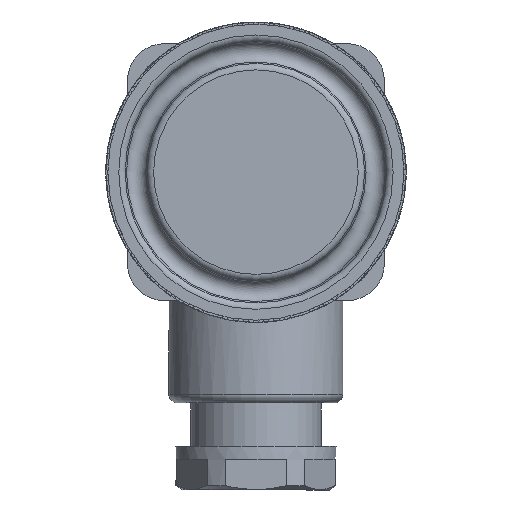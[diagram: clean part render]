
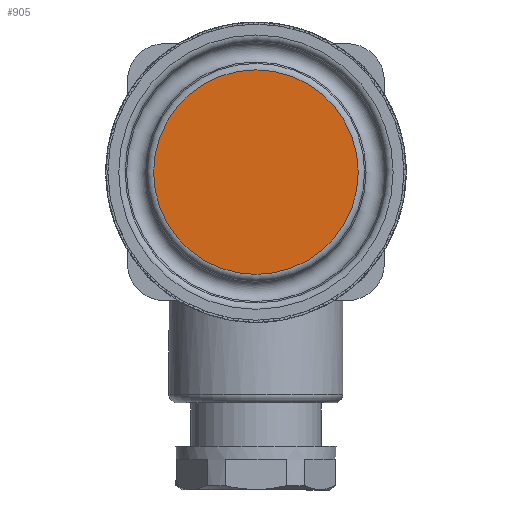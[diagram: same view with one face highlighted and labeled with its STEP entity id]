
A CAD part, left-side view. The second image highlights one B-rep face of the part: STEP entity #905.
In plain terms, the highlighted planar face has unit normal (-1, 0, 0).
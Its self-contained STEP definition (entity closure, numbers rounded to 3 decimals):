
#905 = ADVANCED_FACE( '', ( #2268 ), #2269, .T. );
#2268 = FACE_OUTER_BOUND( '', #4134, .T. );
#2269 = PLANE( '', #4135 );
#4134 = EDGE_LOOP( '', ( #6746 ) );
#4135 = AXIS2_PLACEMENT_3D( '', #6747, #6748, #6749 );
#6746 = ORIENTED_EDGE( '', *, *, #11584, .T. );
#6747 = CARTESIAN_POINT( '', ( 0., 17., 0. ) );
#6748 = DIRECTION( '', ( -1., 0., 0. ) );
#6749 = DIRECTION( '', ( 0., -1., 0. ) );
#11584 = EDGE_CURVE( '', #14190, #14190, #14191, .T. );
#14190 = VERTEX_POINT( '', #18291 );
#14191 = CIRCLE( '', #18292, 11.747 );
#18291 = CARTESIAN_POINT( '', ( 0., -11.747, 0. ) );
#18292 = AXIS2_PLACEMENT_3D( '', #22532, #22533, #22534 );
#22532 = CARTESIAN_POINT( '', ( 0., 0., 0. ) );
#22533 = DIRECTION( '', ( -1., 0., 0. ) );
#22534 = DIRECTION( '', ( 0., -1., 0. ) );
